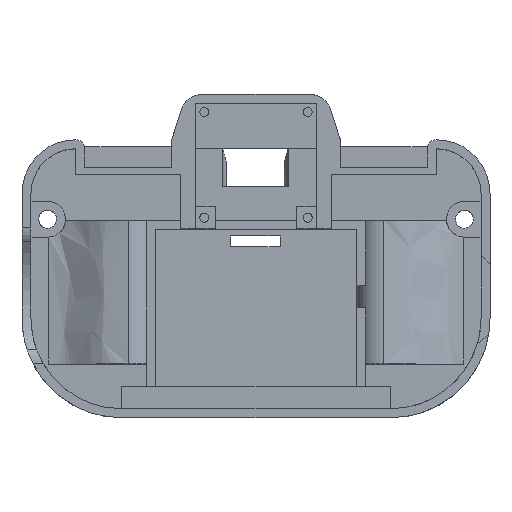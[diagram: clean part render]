
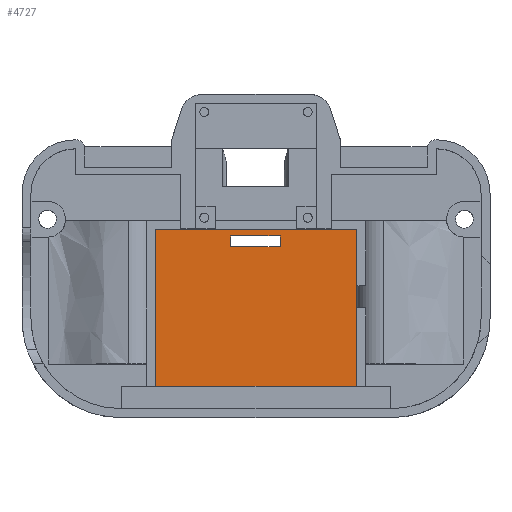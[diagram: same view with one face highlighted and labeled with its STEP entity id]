
A CAD part, top view. The second image highlights one B-rep face of the part: STEP entity #4727.
In plain terms, the highlighted planar face has unit normal (0, 0, 1).
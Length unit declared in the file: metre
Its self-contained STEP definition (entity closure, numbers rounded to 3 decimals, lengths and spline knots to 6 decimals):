
#376=LINE('',#6933,#856);
#377=LINE('',#6936,#857);
#378=LINE('',#6938,#858);
#379=LINE('',#6940,#859);
#380=LINE('',#6941,#860);
#381=LINE('',#6944,#861);
#382=LINE('',#6946,#862);
#383=LINE('',#6948,#863);
#856=VECTOR('',#5552,1.);
#857=VECTOR('',#5553,1.);
#858=VECTOR('',#5554,1.);
#859=VECTOR('',#5555,1.);
#860=VECTOR('',#5556,1.);
#861=VECTOR('',#5557,1.);
#862=VECTOR('',#5558,1.);
#863=VECTOR('',#5559,1.);
#1415=ORIENTED_EDGE('',*,*,#2859,.T.);
#1416=ORIENTED_EDGE('',*,*,#2860,.T.);
#1417=ORIENTED_EDGE('',*,*,#2861,.F.);
#1418=ORIENTED_EDGE('',*,*,#2862,.F.);
#1419=ORIENTED_EDGE('',*,*,#2863,.F.);
#1420=ORIENTED_EDGE('',*,*,#2864,.F.);
#1421=ORIENTED_EDGE('',*,*,#2865,.T.);
#1422=ORIENTED_EDGE('',*,*,#2866,.T.);
#2859=EDGE_CURVE('',#3577,#3578,#376,.T.);
#2860=EDGE_CURVE('',#3578,#3579,#377,.T.);
#2861=EDGE_CURVE('',#3580,#3579,#378,.T.);
#2862=EDGE_CURVE('',#3577,#3580,#379,.T.);
#2863=EDGE_CURVE('',#3581,#3582,#380,.T.);
#2864=EDGE_CURVE('',#3583,#3581,#381,.T.);
#2865=EDGE_CURVE('',#3583,#3584,#382,.T.);
#2866=EDGE_CURVE('',#3584,#3582,#383,.T.);
#3577=VERTEX_POINT('',#6934);
#3578=VERTEX_POINT('',#6935);
#3579=VERTEX_POINT('',#6937);
#3580=VERTEX_POINT('',#6939);
#3581=VERTEX_POINT('',#6942);
#3582=VERTEX_POINT('',#6943);
#3583=VERTEX_POINT('',#6945);
#3584=VERTEX_POINT('',#6947);
#4007=EDGE_LOOP('',(#1415,#1416,#1417,#1418));
#4008=EDGE_LOOP('',(#1419,#1420,#1421,#1422));
#4295=FACE_BOUND('',#4007,.T.);
#4296=FACE_BOUND('',#4008,.T.);
#4573=PLANE('',#5038);
#4727=ADVANCED_FACE('',(#4295,#4296),#4573,.T.);
#5038=AXIS2_PLACEMENT_3D('',#6932,#5550,#5551);
#5550=DIRECTION('',(0.,0.,1.));
#5551=DIRECTION('',(1.,0.,0.));
#5552=DIRECTION('',(1.,0.,0.));
#5553=DIRECTION('',(0.,1.,0.));
#5554=DIRECTION('',(1.,0.,0.));
#5555=DIRECTION('',(0.,1.,0.));
#5556=DIRECTION('',(0.,-1.,0.));
#5557=DIRECTION('',(-1.,0.,0.));
#5558=DIRECTION('',(0.,-1.,0.));
#5559=DIRECTION('',(-1.,0.,0.));
#6932=CARTESIAN_POINT('',(0.,0.006,0.002));
#6933=CARTESIAN_POINT('',(0.,-0.018,0.002));
#6934=CARTESIAN_POINT('',(-0.0225,-0.018,0.002));
#6935=CARTESIAN_POINT('',(0.0225,-0.018,0.002));
#6936=CARTESIAN_POINT('',(0.0225,0.01075,0.002));
#6937=CARTESIAN_POINT('',(0.0225,0.017,0.002));
#6938=CARTESIAN_POINT('',(0.,0.017,0.002));
#6939=CARTESIAN_POINT('',(-0.0225,0.017,0.002));
#6940=CARTESIAN_POINT('',(-0.0225,-0.0005,0.002));
#6941=CARTESIAN_POINT('',(-0.00563,0.01435,0.002));
#6942=CARTESIAN_POINT('',(-0.00563,0.01557,0.002));
#6943=CARTESIAN_POINT('',(-0.00563,0.01313,0.002));
#6944=CARTESIAN_POINT('',(-0.00013,0.01557,0.002));
#6945=CARTESIAN_POINT('',(0.00537,0.01557,0.002));
#6946=CARTESIAN_POINT('',(0.00537,0.01435,0.002));
#6947=CARTESIAN_POINT('',(0.00537,0.01313,0.002));
#6948=CARTESIAN_POINT('',(-0.00013,0.01313,0.002));
